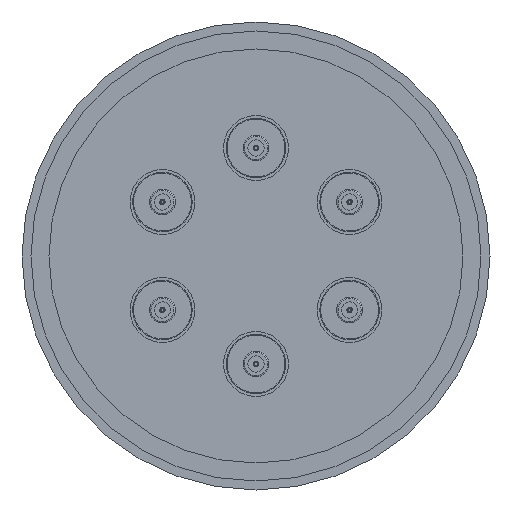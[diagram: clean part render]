
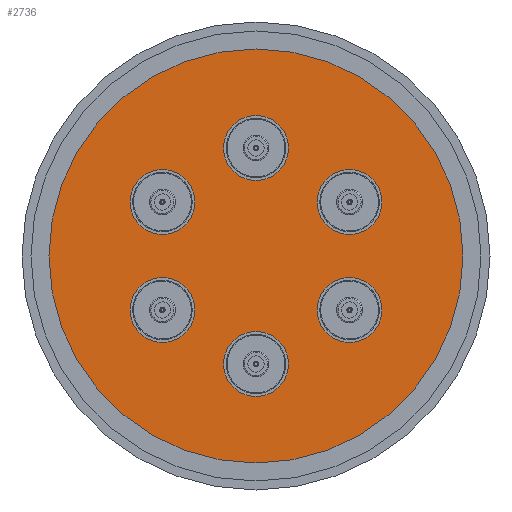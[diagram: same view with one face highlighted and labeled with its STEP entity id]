
A CAD part, front view. The second image highlights one B-rep face of the part: STEP entity #2736.
In plain terms, the highlighted planar face has unit normal (0, -1, 0).
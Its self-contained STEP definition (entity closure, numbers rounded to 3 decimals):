
#23 = DIRECTION ( 'NONE',  ( 0., 0., -1. ) ) ;
#49 = CARTESIAN_POINT ( 'NONE',  ( -25.981, -12., -6. ) ) ;
#60 = ORIENTED_EDGE ( 'NONE', *, *, #2917, .F. ) ;
#80 = DIRECTION ( 'NONE',  ( 0., -1., 0. ) ) ;
#99 = VERTEX_POINT ( 'NONE', #3312 ) ;
#108 = EDGE_CURVE ( 'NONE', #813, #488, #876, .T. ) ;
#149 = CARTESIAN_POINT ( 'NONE',  ( 0., -12., 0. ) ) ;
#151 = EDGE_CURVE ( 'NONE', #881, #2398, #683, .T. ) ;
#161 = CIRCLE ( 'NONE', #2627, 9. ) ;
#167 = CARTESIAN_POINT ( 'NONE',  ( 0., -12., -57.5 ) ) ;
#177 = AXIS2_PLACEMENT_3D ( 'NONE', #2279, #2344, #616 ) ;
#189 = CARTESIAN_POINT ( 'NONE',  ( 0., -12., 21. ) ) ;
#192 = CARTESIAN_POINT ( 'NONE',  ( 0., -12., -57.5 ) ) ;
#207 = EDGE_CURVE ( 'NONE', #3365, #2319, #290, .T. ) ;
#225 = VERTEX_POINT ( 'NONE', #189 ) ;
#285 = DIRECTION ( 'NONE',  ( 0., 0., -1. ) ) ;
#290 = CIRCLE ( 'NONE', #2746, 9. ) ;
#335 = AXIS2_PLACEMENT_3D ( 'NONE', #2360, #2093, #1513 ) ;
#338 = CIRCLE ( 'NONE', #628, 9. ) ;
#441 = AXIS2_PLACEMENT_3D ( 'NONE', #2367, #2075, #2949 ) ;
#448 = VERTEX_POINT ( 'NONE', #49 ) ;
#463 = EDGE_CURVE ( 'NONE', #2319, #3365, #161, .T. ) ;
#482 = CARTESIAN_POINT ( 'NONE',  ( -25.981, -12., -15. ) ) ;
#488 = VERTEX_POINT ( 'NONE', #2688 ) ;
#511 = DIRECTION ( 'NONE',  ( 0., 0., -1. ) ) ;
#525 = AXIS2_PLACEMENT_3D ( 'NONE', #1206, #2905, #285 ) ;
#531 = CARTESIAN_POINT ( 'NONE',  ( 25.981, -12., -15. ) ) ;
#563 = CIRCLE ( 'NONE', #1868, 9. ) ;
#579 = AXIS2_PLACEMENT_3D ( 'NONE', #1958, #1354, #2538 ) ;
#610 = CARTESIAN_POINT ( 'NONE',  ( 25.981, -12., -15. ) ) ;
#616 = DIRECTION ( 'NONE',  ( 0., 0., -1. ) ) ;
#628 = AXIS2_PLACEMENT_3D ( 'NONE', #2813, #1412, #1085 ) ;
#639 = DIRECTION ( 'NONE',  ( 0., 0., -1. ) ) ;
#644 = DIRECTION ( 'NONE',  ( 0., -1., 0. ) ) ;
#672 = ORIENTED_EDGE ( 'NONE', *, *, #2931, .F. ) ;
#683 = CIRCLE ( 'NONE', #836, 57.5 ) ;
#740 = DIRECTION ( 'NONE',  ( 0., -1., 0. ) ) ;
#760 = EDGE_LOOP ( 'NONE', ( #3555, #1692 ) ) ;
#766 = DIRECTION ( 'NONE',  ( 0., 0., -1. ) ) ;
#767 = CARTESIAN_POINT ( 'NONE',  ( -25.981, -12., 15. ) ) ;
#768 = CIRCLE ( 'NONE', #1647, 9. ) ;
#808 = EDGE_LOOP ( 'NONE', ( #2659, #2300 ) ) ;
#813 = VERTEX_POINT ( 'NONE', #1451 ) ;
#836 = AXIS2_PLACEMENT_3D ( 'NONE', #149, #1615, #1031 ) ;
#876 = CIRCLE ( 'NONE', #2310, 9. ) ;
#881 = VERTEX_POINT ( 'NONE', #1154 ) ;
#896 = ORIENTED_EDGE ( 'NONE', *, *, #2303, .F. ) ;
#913 = CARTESIAN_POINT ( 'NONE',  ( -25.981, -12., -24. ) ) ;
#960 = VERTEX_POINT ( 'NONE', #913 ) ;
#969 = ORIENTED_EDGE ( 'NONE', *, *, #1403, .T. ) ;
#971 = CIRCLE ( 'NONE', #525, 9. ) ;
#999 = CIRCLE ( 'NONE', #2615, 9. ) ;
#1001 = CARTESIAN_POINT ( 'NONE',  ( -25.981, -12., 6. ) ) ;
#1004 = FACE_BOUND ( 'NONE', #3654, .T. ) ;
#1031 = DIRECTION ( 'NONE',  ( 0., 0., -1. ) ) ;
#1078 = DIRECTION ( 'NONE',  ( 0., 0., -1. ) ) ;
#1081 = ORIENTED_EDGE ( 'NONE', *, *, #151, .T. ) ;
#1085 = DIRECTION ( 'NONE',  ( 0., 0., -1. ) ) ;
#1154 = CARTESIAN_POINT ( 'NONE',  ( 0., -12., 57.5 ) ) ;
#1206 = CARTESIAN_POINT ( 'NONE',  ( 0., -12., -30. ) ) ;
#1347 = CARTESIAN_POINT ( 'NONE',  ( 0., -12., -39. ) ) ;
#1354 = DIRECTION ( 'NONE',  ( 0., -1., 0. ) ) ;
#1357 = CIRCLE ( 'NONE', #177, 57.5 ) ;
#1362 = DIRECTION ( 'NONE',  ( 0., -1., 0. ) ) ;
#1403 = EDGE_CURVE ( 'NONE', #2398, #881, #1357, .T. ) ;
#1412 = DIRECTION ( 'NONE',  ( 0., -1., 0. ) ) ;
#1445 = CARTESIAN_POINT ( 'NONE',  ( 0., -12., 39. ) ) ;
#1451 = CARTESIAN_POINT ( 'NONE',  ( 25.981, -12., 6. ) ) ;
#1513 = DIRECTION ( 'NONE',  ( 0., 0., -1. ) ) ;
#1555 = FACE_BOUND ( 'NONE', #3576, .T. ) ;
#1577 = CARTESIAN_POINT ( 'NONE',  ( 25.981, -12., 15. ) ) ;
#1615 = DIRECTION ( 'NONE',  ( 0., -1., 0. ) ) ;
#1647 = AXIS2_PLACEMENT_3D ( 'NONE', #3546, #80, #639 ) ;
#1692 = ORIENTED_EDGE ( 'NONE', *, *, #1944, .F. ) ;
#1747 = VERTEX_POINT ( 'NONE', #1001 ) ;
#1782 = FACE_BOUND ( 'NONE', #808, .T. ) ;
#1868 = AXIS2_PLACEMENT_3D ( 'NONE', #482, #3073, #3645 ) ;
#1895 = DIRECTION ( 'NONE',  ( 0., 0., -1. ) ) ;
#1944 = EDGE_CURVE ( 'NONE', #99, #1747, #3498, .T. ) ;
#1958 = CARTESIAN_POINT ( 'NONE',  ( -25.981, -12., -15. ) ) ;
#1982 = ORIENTED_EDGE ( 'NONE', *, *, #108, .F. ) ;
#1997 = CARTESIAN_POINT ( 'NONE',  ( 25.981, -12., 15. ) ) ;
#2023 = EDGE_LOOP ( 'NONE', ( #969, #1081 ) ) ;
#2075 = DIRECTION ( 'NONE',  ( 0., -1., 0. ) ) ;
#2093 = DIRECTION ( 'NONE',  ( 0., -1., 0. ) ) ;
#2161 = EDGE_CURVE ( 'NONE', #1747, #99, #2584, .T. ) ;
#2182 = VERTEX_POINT ( 'NONE', #1445 ) ;
#2197 = DIRECTION ( 'NONE',  ( 0., 0., -1. ) ) ;
#2264 = ORIENTED_EDGE ( 'NONE', *, *, #2286, .F. ) ;
#2279 = CARTESIAN_POINT ( 'NONE',  ( 0., -12., 0. ) ) ;
#2286 = EDGE_CURVE ( 'NONE', #960, #448, #563, .T. ) ;
#2293 = CIRCLE ( 'NONE', #579, 9. ) ;
#2300 = ORIENTED_EDGE ( 'NONE', *, *, #463, .F. ) ;
#2303 = EDGE_CURVE ( 'NONE', #448, #960, #2293, .T. ) ;
#2310 = AXIS2_PLACEMENT_3D ( 'NONE', #1577, #3600, #1895 ) ;
#2319 = VERTEX_POINT ( 'NONE', #3360 ) ;
#2330 = FACE_BOUND ( 'NONE', #760, .T. ) ;
#2344 = DIRECTION ( 'NONE',  ( 0., -1., 0. ) ) ;
#2360 = CARTESIAN_POINT ( 'NONE',  ( -25.981, -12., 15. ) ) ;
#2367 = CARTESIAN_POINT ( 'NONE',  ( 0., -12., 30. ) ) ;
#2398 = VERTEX_POINT ( 'NONE', #192 ) ;
#2488 = AXIS2_PLACEMENT_3D ( 'NONE', #167, #2817, #511 ) ;
#2538 = DIRECTION ( 'NONE',  ( 0., 0., -1. ) ) ;
#2543 = FACE_BOUND ( 'NONE', #2883, .T. ) ;
#2584 = CIRCLE ( 'NONE', #335, 9. ) ;
#2615 = AXIS2_PLACEMENT_3D ( 'NONE', #1997, #740, #2197 ) ;
#2627 = AXIS2_PLACEMENT_3D ( 'NONE', #610, #644, #23 ) ;
#2644 = ORIENTED_EDGE ( 'NONE', *, *, #3075, .F. ) ;
#2659 = ORIENTED_EDGE ( 'NONE', *, *, #207, .F. ) ;
#2688 = CARTESIAN_POINT ( 'NONE',  ( 25.981, -12., 24. ) ) ;
#2721 = CARTESIAN_POINT ( 'NONE',  ( 25.981, -12., -24. ) ) ;
#2732 = VERTEX_POINT ( 'NONE', #3349 ) ;
#2736 = ADVANCED_FACE ( 'NONE', ( #2543, #1782, #3589, #1004, #2330, #1555, #2824 ), #2831, .T. ) ;
#2746 = AXIS2_PLACEMENT_3D ( 'NONE', #531, #1362, #766 ) ;
#2804 = DIRECTION ( 'NONE',  ( 0., -1., 0. ) ) ;
#2813 = CARTESIAN_POINT ( 'NONE',  ( 0., -12., 30. ) ) ;
#2817 = DIRECTION ( 'NONE',  ( 0., -1., 0. ) ) ;
#2824 = FACE_OUTER_BOUND ( 'NONE', #2023, .T. ) ;
#2831 = PLANE ( 'NONE',  #2488 ) ;
#2851 = ORIENTED_EDGE ( 'NONE', *, *, #3719, .F. ) ;
#2883 = EDGE_LOOP ( 'NONE', ( #1982, #2644 ) ) ;
#2905 = DIRECTION ( 'NONE',  ( 0., -1., 0. ) ) ;
#2917 = EDGE_CURVE ( 'NONE', #3651, #2732, #768, .T. ) ;
#2931 = EDGE_CURVE ( 'NONE', #2182, #225, #3182, .T. ) ;
#2949 = DIRECTION ( 'NONE',  ( 0., 0., -1. ) ) ;
#2994 = AXIS2_PLACEMENT_3D ( 'NONE', #767, #2804, #1078 ) ;
#3073 = DIRECTION ( 'NONE',  ( 0., -1., 0. ) ) ;
#3075 = EDGE_CURVE ( 'NONE', #488, #813, #999, .T. ) ;
#3182 = CIRCLE ( 'NONE', #441, 9. ) ;
#3235 = EDGE_CURVE ( 'NONE', #2732, #3651, #971, .T. ) ;
#3312 = CARTESIAN_POINT ( 'NONE',  ( -25.981, -12., 24. ) ) ;
#3349 = CARTESIAN_POINT ( 'NONE',  ( 0., -12., -21. ) ) ;
#3360 = CARTESIAN_POINT ( 'NONE',  ( 25.981, -12., -6. ) ) ;
#3365 = VERTEX_POINT ( 'NONE', #2721 ) ;
#3498 = CIRCLE ( 'NONE', #2994, 9. ) ;
#3546 = CARTESIAN_POINT ( 'NONE',  ( 0., -12., -30. ) ) ;
#3555 = ORIENTED_EDGE ( 'NONE', *, *, #2161, .F. ) ;
#3576 = EDGE_LOOP ( 'NONE', ( #2851, #672 ) ) ;
#3589 = FACE_BOUND ( 'NONE', #3658, .T. ) ;
#3600 = DIRECTION ( 'NONE',  ( 0., -1., 0. ) ) ;
#3645 = DIRECTION ( 'NONE',  ( 0., 0., -1. ) ) ;
#3651 = VERTEX_POINT ( 'NONE', #1347 ) ;
#3654 = EDGE_LOOP ( 'NONE', ( #2264, #896 ) ) ;
#3658 = EDGE_LOOP ( 'NONE', ( #60, #3696 ) ) ;
#3696 = ORIENTED_EDGE ( 'NONE', *, *, #3235, .F. ) ;
#3719 = EDGE_CURVE ( 'NONE', #225, #2182, #338, .T. ) ;
